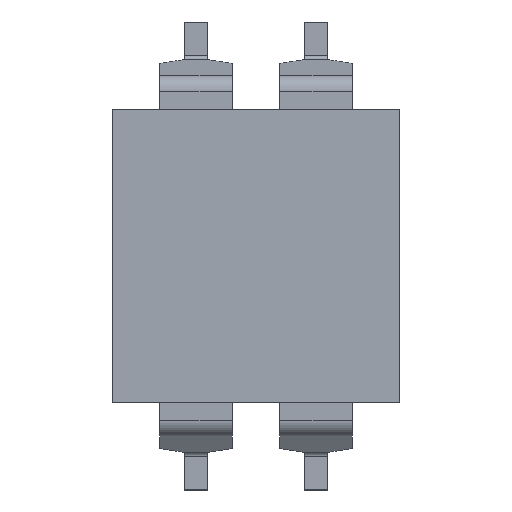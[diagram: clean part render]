
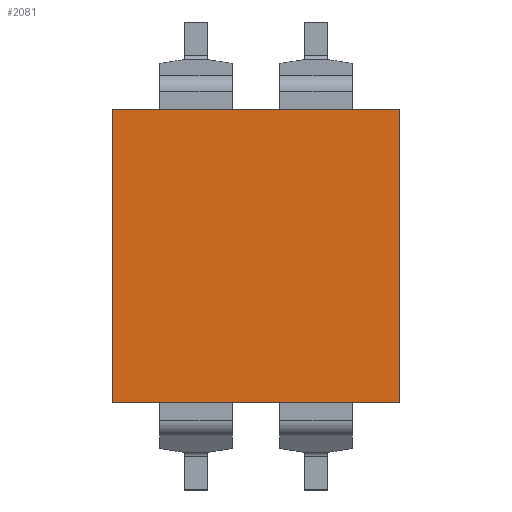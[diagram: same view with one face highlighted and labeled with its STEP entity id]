
A CAD part, top view. The second image highlights one B-rep face of the part: STEP entity #2081.
In plain terms, the highlighted planar face has unit normal (0, 0, 1).
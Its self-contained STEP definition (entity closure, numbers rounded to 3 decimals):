
#171=FACE_OUTER_BOUND('',#283,.T.);
#283=EDGE_LOOP('',(#1862,#1863,#1864,#1865));
#542=LINE('',#3378,#804);
#543=LINE('',#3380,#805);
#544=LINE('',#3382,#806);
#545=LINE('',#3383,#807);
#804=VECTOR('',#2783,10.);
#805=VECTOR('',#2784,10.);
#806=VECTOR('',#2785,10.);
#807=VECTOR('',#2786,10.);
#996=VERTEX_POINT('',#3376);
#997=VERTEX_POINT('',#3377);
#998=VERTEX_POINT('',#3379);
#999=VERTEX_POINT('',#3381);
#1286=EDGE_CURVE('',#996,#997,#542,.T.);
#1287=EDGE_CURVE('',#997,#998,#543,.T.);
#1288=EDGE_CURVE('',#998,#999,#544,.T.);
#1289=EDGE_CURVE('',#999,#996,#545,.T.);
#1862=ORIENTED_EDGE('',*,*,#1286,.T.);
#1863=ORIENTED_EDGE('',*,*,#1287,.T.);
#1864=ORIENTED_EDGE('',*,*,#1288,.T.);
#1865=ORIENTED_EDGE('',*,*,#1289,.T.);
#1971=PLANE('',#2246);
#2081=ADVANCED_FACE('',(#171),#1971,.F.);
#2246=AXIS2_PLACEMENT_3D('',#3375,#2781,#2782);
#2781=DIRECTION('center_axis',(0.,0.,-1.));
#2782=DIRECTION('ref_axis',(-1.,0.,0.));
#2783=DIRECTION('',(-1.,0.,0.));
#2784=DIRECTION('',(0.,-1.,0.));
#2785=DIRECTION('',(1.,0.,0.));
#2786=DIRECTION('',(0.,1.,0.));
#3375=CARTESIAN_POINT('Origin',(0.,0.,
3.28));
#3376=CARTESIAN_POINT('',(3.04,3.1,3.28));
#3377=CARTESIAN_POINT('',(-3.04,3.1,3.28));
#3378=CARTESIAN_POINT('',(3.04,3.1,3.28));
#3379=CARTESIAN_POINT('',(-3.04,-3.1,3.28));
#3380=CARTESIAN_POINT('',(-3.04,3.1,3.28));
#3381=CARTESIAN_POINT('',(3.04,-3.1,3.28));
#3382=CARTESIAN_POINT('',(-3.04,-3.1,3.28));
#3383=CARTESIAN_POINT('',(3.04,-3.1,3.28));
